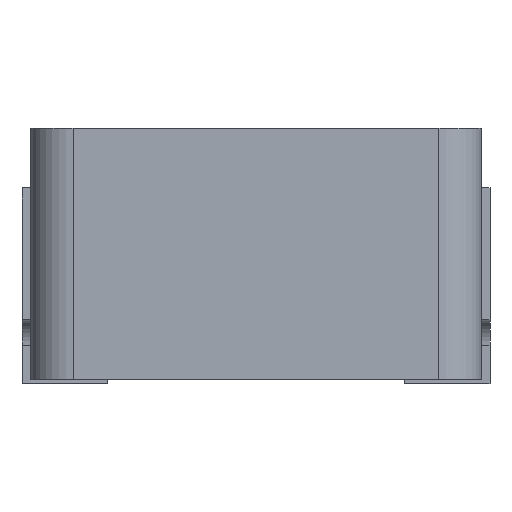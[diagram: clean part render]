
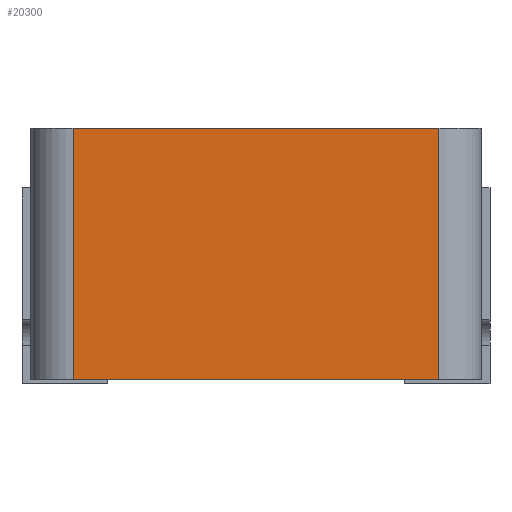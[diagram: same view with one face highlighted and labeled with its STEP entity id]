
A CAD part, front view. The second image highlights one B-rep face of the part: STEP entity #20300.
In plain terms, the highlighted planar face has unit normal (0, -1, 0).
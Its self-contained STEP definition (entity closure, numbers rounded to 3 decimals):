
#1680 = EDGE_LOOP ( 'NONE', ( #12360, #22099, #24096, #14412 ) ) ;
#2105 = EDGE_CURVE ( 'NONE', #4352, #23666, #7188, .T. ) ;
#3868 = PLANE ( 'NONE',  #8555 ) ;
#4352 = VERTEX_POINT ( 'NONE', #23908 ) ;
#4887 = LINE ( 'NONE', #27439, #16901 ) ;
#5121 = VECTOR ( 'NONE', #22652, 1000. ) ;
#5576 = CARTESIAN_POINT ( 'NONE',  ( 2.15, -2.5, 2.95 ) ) ;
#7188 = LINE ( 'NONE', #24993, #5121 ) ;
#8555 = AXIS2_PLACEMENT_3D ( 'NONE', #19324, #10869, #19760 ) ;
#10800 = LINE ( 'NONE', #17651, #18838 ) ;
#10869 = DIRECTION ( 'NONE',  ( 0., 1., 0. ) ) ;
#11238 = DIRECTION ( 'NONE',  ( 0., 0., -1. ) ) ;
#12360 = ORIENTED_EDGE ( 'NONE', *, *, #2105, .F. ) ;
#13507 = DIRECTION ( 'NONE',  ( 1., 0., 0. ) ) ;
#14412 = ORIENTED_EDGE ( 'NONE', *, *, #15804, .T. ) ;
#14482 = DIRECTION ( 'NONE',  ( 0., 0., 1. ) ) ;
#15804 = EDGE_CURVE ( 'NONE', #22531, #23666, #18865, .T. ) ;
#16901 = VECTOR ( 'NONE', #13507, 1000. ) ;
#17651 = CARTESIAN_POINT ( 'NONE',  ( -2.15, -2.5, 2.95 ) ) ;
#18838 = VECTOR ( 'NONE', #11238, 1000. ) ;
#18865 = LINE ( 'NONE', #5576, #26972 ) ;
#19324 = CARTESIAN_POINT ( 'NONE',  ( -2.65, -2.5, 2.95 ) ) ;
#19760 = DIRECTION ( 'NONE',  ( 0., 0., 1. ) ) ;
#20300 = ADVANCED_FACE ( 'NONE', ( #28347 ), #3868, .F. ) ;
#20666 = VERTEX_POINT ( 'NONE', #26546 ) ;
#20860 = EDGE_CURVE ( 'NONE', #4352, #20666, #10800, .T. ) ;
#22099 = ORIENTED_EDGE ( 'NONE', *, *, #20860, .T. ) ;
#22531 = VERTEX_POINT ( 'NONE', #25204 ) ;
#22652 = DIRECTION ( 'NONE',  ( 1., 0., 0. ) ) ;
#23666 = VERTEX_POINT ( 'NONE', #27897 ) ;
#23908 = CARTESIAN_POINT ( 'NONE',  ( -2.15, -2.5, 2.95 ) ) ;
#24096 = ORIENTED_EDGE ( 'NONE', *, *, #26202, .T. ) ;
#24993 = CARTESIAN_POINT ( 'NONE',  ( -2.65, -2.5, 2.95 ) ) ;
#25204 = CARTESIAN_POINT ( 'NONE',  ( 2.15, -2.5, 0. ) ) ;
#26202 = EDGE_CURVE ( 'NONE', #20666, #22531, #4887, .T. ) ;
#26546 = CARTESIAN_POINT ( 'NONE',  ( -2.15, -2.5, 0. ) ) ;
#26972 = VECTOR ( 'NONE', #14482, 1000. ) ;
#27439 = CARTESIAN_POINT ( 'NONE',  ( -2.65, -2.5, 0. ) ) ;
#27897 = CARTESIAN_POINT ( 'NONE',  ( 2.15, -2.5, 2.95 ) ) ;
#28347 = FACE_OUTER_BOUND ( 'NONE', #1680, .T. ) ;
